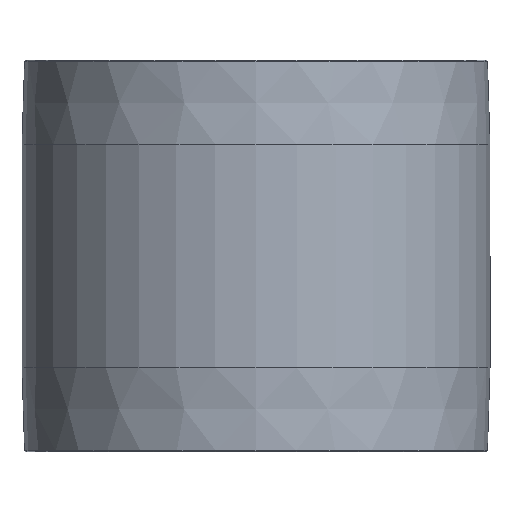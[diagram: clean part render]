
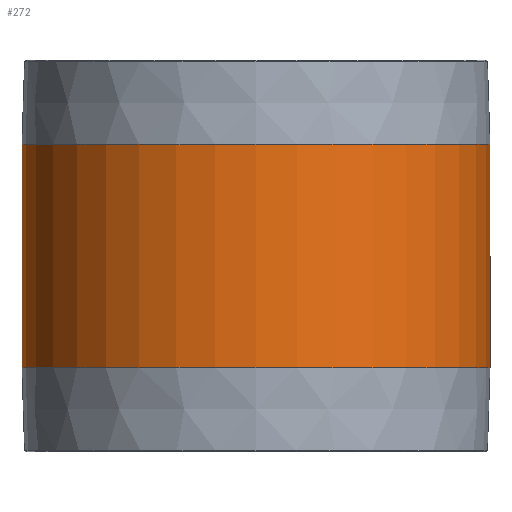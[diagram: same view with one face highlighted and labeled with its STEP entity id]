
A CAD part, front view. The second image highlights one B-rep face of the part: STEP entity #272.
In plain terms, the highlighted cylindrical face has radius 136.525 mm (diameter 273.05 mm), a partial arc.
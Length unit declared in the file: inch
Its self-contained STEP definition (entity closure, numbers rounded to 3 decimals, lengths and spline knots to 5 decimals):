
#9 = VERTEX_POINT ( 'NONE', #223 ) ;
#33 = FACE_OUTER_BOUND ( 'NONE', #180, .T. ) ;
#72 = DIRECTION ( 'NONE',  ( -1., 0., 0. ) ) ;
#80 = CARTESIAN_POINT ( 'NONE',  ( -5.375, 0., 9. ) ) ;
#113 = DIRECTION ( 'NONE',  ( 0., 0., -1. ) ) ;
#136 = VECTOR ( 'NONE', #209, 39.37008 ) ;
#152 = VERTEX_POINT ( 'NONE', #274 ) ;
#155 = CYLINDRICAL_SURFACE ( 'NONE', #231, 5.375 ) ;
#166 = DIRECTION ( 'NONE',  ( 0., 0., -1. ) ) ;
#171 = EDGE_CURVE ( 'NONE', #9, #350, #512, .T. ) ;
#180 = EDGE_LOOP ( 'NONE', ( #210, #430, #382, #511 ) ) ;
#191 = AXIS2_PLACEMENT_3D ( 'NONE', #338, #339, #499 ) ;
#209 = DIRECTION ( 'NONE',  ( 0., 0., -1. ) ) ;
#210 = ORIENTED_EDGE ( 'NONE', *, *, #493, .F. ) ;
#223 = CARTESIAN_POINT ( 'NONE',  ( 5.375, 0., 1.9375 ) ) ;
#231 = AXIS2_PLACEMENT_3D ( 'NONE', #410, #113, #72 ) ;
#252 = LINE ( 'NONE', #460, #136 ) ;
#267 = CIRCLE ( 'NONE', #191, 5.375 ) ;
#272 = ADVANCED_FACE ( 'NONE', ( #33 ), #155, .T. ) ;
#274 = CARTESIAN_POINT ( 'NONE',  ( -5.375, 0., 7.0625 ) ) ;
#275 = AXIS2_PLACEMENT_3D ( 'NONE', #316, #529, #490 ) ;
#316 = CARTESIAN_POINT ( 'NONE',  ( 0., 0., 1.9375 ) ) ;
#338 = CARTESIAN_POINT ( 'NONE',  ( 0., 0., 7.0625 ) ) ;
#339 = DIRECTION ( 'NONE',  ( 0., 0., -1. ) ) ;
#344 = VECTOR ( 'NONE', #166, 39.37008 ) ;
#350 = VERTEX_POINT ( 'NONE', #380 ) ;
#380 = CARTESIAN_POINT ( 'NONE',  ( -5.375, 0., 1.9375 ) ) ;
#382 = ORIENTED_EDGE ( 'NONE', *, *, #427, .T. ) ;
#385 = LINE ( 'NONE', #80, #344 ) ;
#401 = VERTEX_POINT ( 'NONE', #416 ) ;
#410 = CARTESIAN_POINT ( 'NONE',  ( 0., 0., 9. ) ) ;
#416 = CARTESIAN_POINT ( 'NONE',  ( 5.375, 0., 7.0625 ) ) ;
#417 = EDGE_CURVE ( 'NONE', #401, #152, #267, .T. ) ;
#427 = EDGE_CURVE ( 'NONE', #152, #350, #385, .T. ) ;
#430 = ORIENTED_EDGE ( 'NONE', *, *, #417, .T. ) ;
#460 = CARTESIAN_POINT ( 'NONE',  ( 5.375, 0., 9. ) ) ;
#490 = DIRECTION ( 'NONE',  ( -1., 0., 0. ) ) ;
#493 = EDGE_CURVE ( 'NONE', #401, #9, #252, .T. ) ;
#499 = DIRECTION ( 'NONE',  ( -1., 0., 0. ) ) ;
#511 = ORIENTED_EDGE ( 'NONE', *, *, #171, .F. ) ;
#512 = CIRCLE ( 'NONE', #275, 5.375 ) ;
#529 = DIRECTION ( 'NONE',  ( 0., 0., -1. ) ) ;
